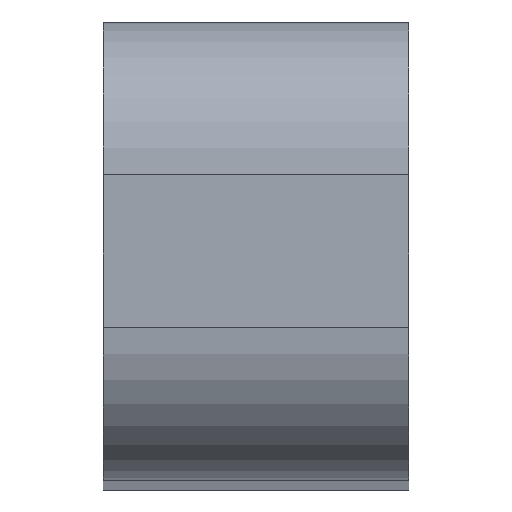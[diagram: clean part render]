
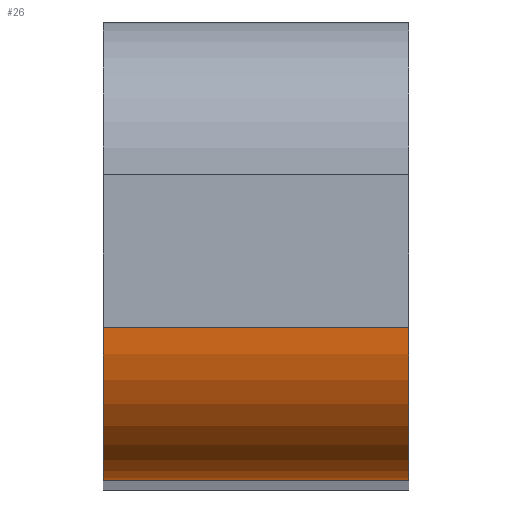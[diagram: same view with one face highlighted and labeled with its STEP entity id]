
A CAD part, top view. The second image highlights one B-rep face of the part: STEP entity #26.
In plain terms, the highlighted cylindrical face has radius 5 mm (diameter 10 mm), a partial arc.
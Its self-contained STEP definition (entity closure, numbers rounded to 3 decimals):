
#17 = CARTESIAN_POINT ( 'NONE',  ( 5., -7.5, 183. ) ) ;
#21 = DIRECTION ( 'NONE',  ( 0., 0., 1. ) ) ;
#23 = VERTEX_POINT ( 'NONE', #35 ) ;
#26 = ADVANCED_FACE ( 'NONE', ( #366 ), #76, .T. ) ;
#35 = CARTESIAN_POINT ( 'NONE',  ( 5., -2.5, 188. ) ) ;
#47 = VECTOR ( 'NONE', #136, 1000. ) ;
#54 = CIRCLE ( 'NONE', #250, 5. ) ;
#65 = CARTESIAN_POINT ( 'NONE',  ( -5., -2.5, 188. ) ) ;
#66 = CIRCLE ( 'NONE', #296, 5. ) ;
#76 = CYLINDRICAL_SURFACE ( 'NONE', #214, 5. ) ;
#116 = LINE ( 'NONE', #325, #47 ) ;
#132 = EDGE_CURVE ( 'NONE', #341, #395, #66, .T. ) ;
#133 = ORIENTED_EDGE ( 'NONE', *, *, #132, .F. ) ;
#136 = DIRECTION ( 'NONE',  ( 1., 0., 0. ) ) ;
#148 = EDGE_CURVE ( 'NONE', #23, #437, #54, .T. ) ;
#155 = VECTOR ( 'NONE', #275, 1000. ) ;
#156 = CARTESIAN_POINT ( 'NONE',  ( -5., -2.5, 183. ) ) ;
#204 = ORIENTED_EDGE ( 'NONE', *, *, #312, .F. ) ;
#208 = ORIENTED_EDGE ( 'NONE', *, *, #148, .F. ) ;
#210 = DIRECTION ( 'NONE',  ( -1., 0., 0. ) ) ;
#214 = AXIS2_PLACEMENT_3D ( 'NONE', #247, #210, #21 ) ;
#238 = DIRECTION ( 'NONE',  ( 0., 0., -1. ) ) ;
#247 = CARTESIAN_POINT ( 'NONE',  ( 0., -2.5, 183. ) ) ;
#250 = AXIS2_PLACEMENT_3D ( 'NONE', #391, #466, #489 ) ;
#274 = DIRECTION ( 'NONE',  ( -1., 0., 0. ) ) ;
#275 = DIRECTION ( 'NONE',  ( -1., 0., 0. ) ) ;
#293 = ORIENTED_EDGE ( 'NONE', *, *, #400, .F. ) ;
#295 = EDGE_LOOP ( 'NONE', ( #133, #204, #208, #293 ) ) ;
#296 = AXIS2_PLACEMENT_3D ( 'NONE', #156, #274, #238 ) ;
#312 = EDGE_CURVE ( 'NONE', #437, #341, #410, .T. ) ;
#325 = CARTESIAN_POINT ( 'NONE',  ( 5., -2.5, 188. ) ) ;
#341 = VERTEX_POINT ( 'NONE', #405 ) ;
#366 = FACE_OUTER_BOUND ( 'NONE', #295, .T. ) ;
#391 = CARTESIAN_POINT ( 'NONE',  ( 5., -2.5, 183. ) ) ;
#395 = VERTEX_POINT ( 'NONE', #65 ) ;
#400 = EDGE_CURVE ( 'NONE', #395, #23, #116, .T. ) ;
#405 = CARTESIAN_POINT ( 'NONE',  ( -5., -7.5, 183. ) ) ;
#410 = LINE ( 'NONE', #420, #155 ) ;
#420 = CARTESIAN_POINT ( 'NONE',  ( -5., -7.5, 183. ) ) ;
#437 = VERTEX_POINT ( 'NONE', #17 ) ;
#466 = DIRECTION ( 'NONE',  ( 1., 0., 0. ) ) ;
#489 = DIRECTION ( 'NONE',  ( 0., -1., 0. ) ) ;
